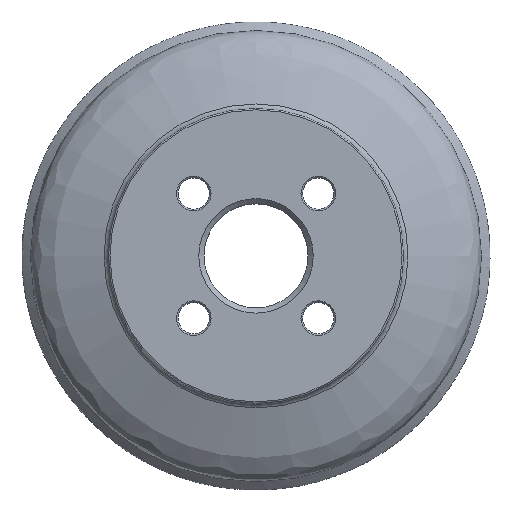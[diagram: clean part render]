
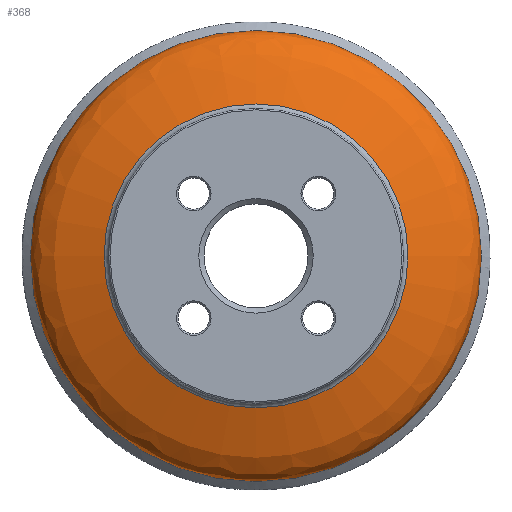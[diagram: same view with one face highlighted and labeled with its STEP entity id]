
A CAD part, top view. The second image highlights one B-rep face of the part: STEP entity #368.
In plain terms, the highlighted face is a revolution surface.
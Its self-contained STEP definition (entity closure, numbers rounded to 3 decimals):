
#94=SURFACE_OF_REVOLUTION('',#98,#96);
#96=AXIS1_PLACEMENT('',#10629,#841);
#98=B_SPLINE_CURVE_WITH_KNOTS('',3,(#10625,#10626,#10627,#10628),
 .UNSPECIFIED.,.F.,.F.,(4,4),(0.,1.),.UNSPECIFIED.);
#133=EDGE_LOOP('',(#209));
#134=EDGE_LOOP('',(#210));
#209=ORIENTED_EDGE('',*,*,#282,.T.);
#210=ORIENTED_EDGE('',*,*,#281,.F.);
#281=EDGE_CURVE('',#486,#486,#319,.T.);
#282=EDGE_CURVE('',#487,#487,#320,.T.);
#319=CIRCLE('',#713,87.613);
#320=CIRCLE('',#715,129.986);
#368=ADVANCED_FACE('',(#412,#413),#94,.F.);
#412=FACE_BOUND('',#133,.T.);
#413=FACE_BOUND('',#134,.T.);
#486=VERTEX_POINT('',#10621);
#487=VERTEX_POINT('',#10624);
#713=AXIS2_PLACEMENT_3D('',#10620,#835,#836);
#715=AXIS2_PLACEMENT_3D('',#10623,#839,#840);
#835=DIRECTION('',(0.,0.,1.));
#836=DIRECTION('',(0.,1.,0.));
#839=DIRECTION('',(0.,0.,1.));
#840=DIRECTION('',(0.,1.,0.));
#841=DIRECTION('',(0.,0.,1.));
#10620=CARTESIAN_POINT('',(0.,0.,-19.393));
#10621=CARTESIAN_POINT('',(0.,87.613,-19.393));
#10623=CARTESIAN_POINT('',(0.,0.,-45.388));
#10624=CARTESIAN_POINT('',(0.,129.986,-45.388));
#10625=CARTESIAN_POINT('',(0.,87.613,-19.393));
#10626=CARTESIAN_POINT('',(0.,93.541,-22.614));
#10627=CARTESIAN_POINT('',(0.,129.986,-28.474));
#10628=CARTESIAN_POINT('',(0.,129.986,-45.388));
#10629=CARTESIAN_POINT('',(0.,0.,-11.119));
